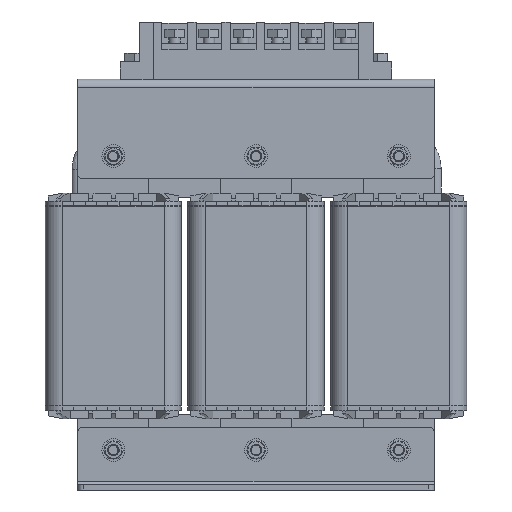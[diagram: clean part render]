
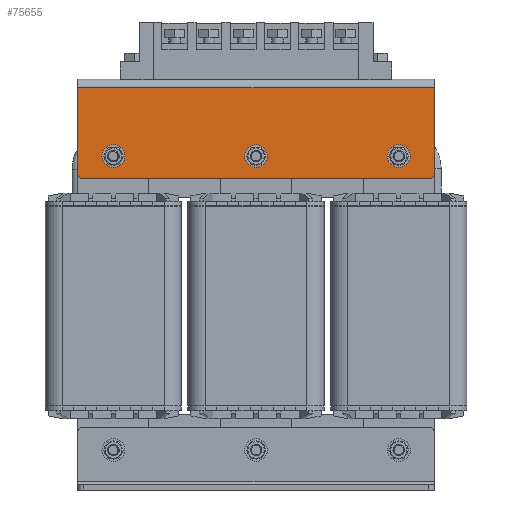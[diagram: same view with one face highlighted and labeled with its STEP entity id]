
A CAD part, front view. The second image highlights one B-rep face of the part: STEP entity #75655.
In plain terms, the highlighted planar face has unit normal (0, -1, 0).
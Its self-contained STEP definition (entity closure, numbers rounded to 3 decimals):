
#204 = LINE ( 'NONE', #7147, #72647 ) ;
#395 = EDGE_CURVE ( 'NONE', #32080, #54954, #60834, .T. ) ;
#564 = CARTESIAN_POINT ( 'NONE',  ( 60.5, -32.998, 110.975 ) ) ;
#859 = DIRECTION ( 'NONE',  ( 0., -1., 0. ) ) ;
#3613 = DIRECTION ( 'NONE',  ( 0., -1., 0. ) ) ;
#7147 = CARTESIAN_POINT ( 'NONE',  ( 62.5, -32.998, 136.188 ) ) ;
#7598 = DIRECTION ( 'NONE',  ( 1., 0., 0. ) ) ;
#7644 = DIRECTION ( 'NONE',  ( 1., 0., 0. ) ) ;
#8187 = VERTEX_POINT ( 'NONE', #73604 ) ;
#8920 = LINE ( 'NONE', #40422, #46315 ) ;
#10767 = CARTESIAN_POINT ( 'NONE',  ( -62.5, -32.998, 110.975 ) ) ;
#17853 = EDGE_CURVE ( 'NONE', #37987, #26895, #48756, .T. ) ;
#18385 = CIRCLE ( 'NONE', #72527, 2. ) ;
#19008 = EDGE_CURVE ( 'NONE', #8187, #54954, #204, .T. ) ;
#25755 = VECTOR ( 'NONE', #83874, 1000. ) ;
#26895 = VERTEX_POINT ( 'NONE', #81194 ) ;
#27476 = ORIENTED_EDGE ( 'NONE', *, *, #37804, .T. ) ;
#27647 = FACE_OUTER_BOUND ( 'NONE', #74370, .T. ) ;
#28730 = CARTESIAN_POINT ( 'NONE',  ( -62.5, -32.998, 140.975 ) ) ;
#31638 = PLANE ( 'NONE',  #31773 ) ;
#31773 = AXIS2_PLACEMENT_3D ( 'NONE', #59205, #3613, #52789 ) ;
#32080 = VERTEX_POINT ( 'NONE', #28730 ) ;
#35560 = ORIENTED_EDGE ( 'NONE', *, *, #87060, .F. ) ;
#36660 = ORIENTED_EDGE ( 'NONE', *, *, #19008, .T. ) ;
#37400 = VERTEX_POINT ( 'NONE', #10767 ) ;
#37804 = EDGE_CURVE ( 'NONE', #37400, #37987, #88761, .T. ) ;
#37987 = VERTEX_POINT ( 'NONE', #66182 ) ;
#40422 = CARTESIAN_POINT ( 'NONE',  ( -62.5, -32.998, 136.188 ) ) ;
#41436 = ORIENTED_EDGE ( 'NONE', *, *, #66757, .T. ) ;
#41452 = AXIS2_PLACEMENT_3D ( 'NONE', #42954, #859, #50006 ) ;
#41934 = CARTESIAN_POINT ( 'NONE',  ( -82.5, -32.998, 140.975 ) ) ;
#42954 = CARTESIAN_POINT ( 'NONE',  ( -60.5, -32.998, 110.975 ) ) ;
#46315 = VECTOR ( 'NONE', #89418, 1000. ) ;
#48756 = LINE ( 'NONE', #63816, #83767 ) ;
#49112 = ORIENTED_EDGE ( 'NONE', *, *, #395, .F. ) ;
#49253 = DIRECTION ( 'NONE',  ( 0., 0., 1. ) ) ;
#49708 = DIRECTION ( 'NONE',  ( 0., -1., 0. ) ) ;
#50006 = DIRECTION ( 'NONE',  ( 1., 0., 0. ) ) ;
#52789 = DIRECTION ( 'NONE',  ( 0., 0., -1. ) ) ;
#54954 = VERTEX_POINT ( 'NONE', #83162 ) ;
#59205 = CARTESIAN_POINT ( 'NONE',  ( -82.5, -32.998, 140.975 ) ) ;
#60834 = LINE ( 'NONE', #41934, #25755 ) ;
#63816 = CARTESIAN_POINT ( 'NONE',  ( -82.5, -32.998, 108.975 ) ) ;
#66182 = CARTESIAN_POINT ( 'NONE',  ( -60.5, -32.998, 108.975 ) ) ;
#66197 = ORIENTED_EDGE ( 'NONE', *, *, #17853, .T. ) ;
#66757 = EDGE_CURVE ( 'NONE', #26895, #8187, #18385, .T. ) ;
#72527 = AXIS2_PLACEMENT_3D ( 'NONE', #564, #49708, #7598 ) ;
#72647 = VECTOR ( 'NONE', #49253, 1000. ) ;
#73604 = CARTESIAN_POINT ( 'NONE',  ( 62.5, -32.998, 110.975 ) ) ;
#74370 = EDGE_LOOP ( 'NONE', ( #36660, #49112, #35560, #27476, #66197, #41436 ) ) ;
#75655 = ADVANCED_FACE ( 'NONE', ( #27647 ), #31638, .T. ) ;
#81194 = CARTESIAN_POINT ( 'NONE',  ( 60.5, -32.998, 108.975 ) ) ;
#83162 = CARTESIAN_POINT ( 'NONE',  ( 62.5, -32.998, 140.975 ) ) ;
#83767 = VECTOR ( 'NONE', #7644, 1000. ) ;
#83874 = DIRECTION ( 'NONE',  ( 1., 0., 0. ) ) ;
#87060 = EDGE_CURVE ( 'NONE', #37400, #32080, #8920, .T. ) ;
#88761 = CIRCLE ( 'NONE', #41452, 2. ) ;
#89418 = DIRECTION ( 'NONE',  ( 0., 0., 1. ) ) ;
